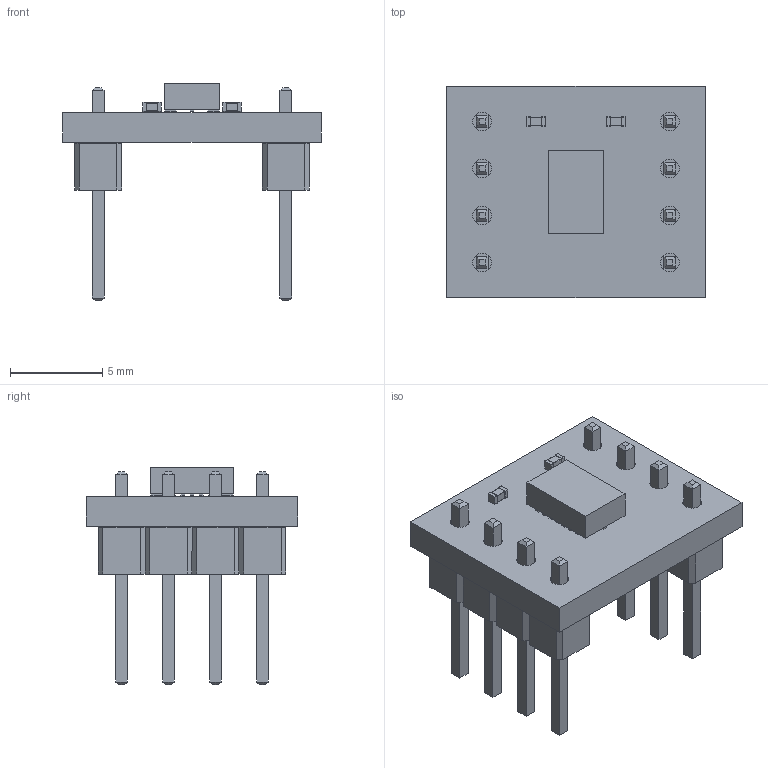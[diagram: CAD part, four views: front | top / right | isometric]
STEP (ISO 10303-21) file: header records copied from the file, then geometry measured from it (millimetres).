
FILE_DESCRIPTION(('KiCad electronic assembly'),'2;1');
FILE_NAME('BMI088.step','2020-03-05T09:40:14',('An Author'),('A Company' ),'Open CASCADE STEP processor 6.9','KiCad to STEP converter', 'Unknown');
FILE_SCHEMA(('AUTOMOTIVE_DESIGN { 1 0 10303 214 1 1 1 1 }'));
Length unit declared in the file: millimetre
Products named in the file (8): Open CASCADE STEP translator 6.9 1; PinHeader_1x04_P2.54mm_Vertical; SOLID; BMI088; COMPOUND; C_0402_1005Metric
Assembly tree (9 placements, depth 3):
  Open CASCADE STEP translator 6.9 1
    PinHeader_1x04_P2.54mm_Vertical  x2
      SOLID
    BMI088
      COMPOUND
    C_0402_1005Metric  x2
      SOLID
    COMPOUND
Bounding box: 13.97 x 11.43 x 11.79 mm (x, y, z)
Volume: 423.2 mm3; surface area: 901.9 mm2
Topology: 22 solids, 22 shells, 372 faces, 860 edges, 552 vertices
Faces by surface type: plane 340, cylinder 32
Full cylindrical faces by diameter (mm): 1 x8
Entity records: 15115 total; most frequent: CARTESIAN_POINT 2428, DIRECTION 2170, LINE 1570, VECTOR 1570, ORIENTED_EDGE 1100, PCURVE 1100, DEFINITIONAL_REPRESENTATION 1100, EDGE_CURVE 550
